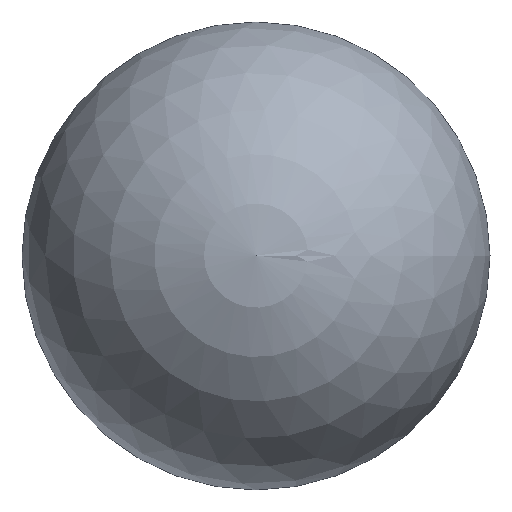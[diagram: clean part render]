
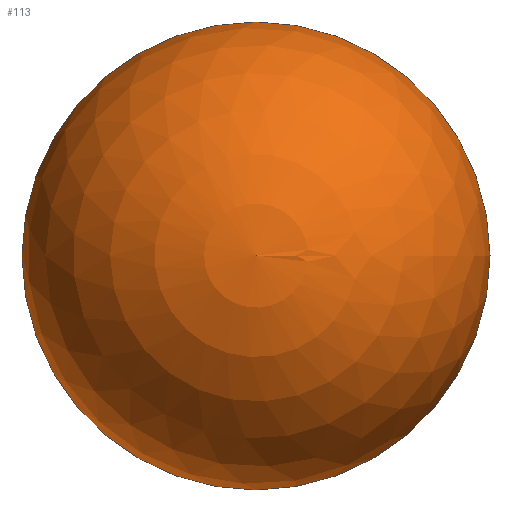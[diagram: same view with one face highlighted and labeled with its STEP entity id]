
A CAD part, top view. The second image highlights one B-rep face of the part: STEP entity #113.
In plain terms, the highlighted spherical face has radius 36.5 mm.
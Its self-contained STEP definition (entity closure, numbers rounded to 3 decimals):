
#1 = CIRCLE ( 'NONE', #103, 36.5 ) ;
#2 = AXIS2_PLACEMENT_3D ( 'NONE', #28, #76, #96 ) ;
#7 = ORIENTED_EDGE ( 'NONE', *, *, #95, .F. ) ;
#10 = EDGE_CURVE ( 'NONE', #87, #18, #1, .T. ) ;
#14 = DIRECTION ( 'NONE',  ( 0., 0., 1. ) ) ;
#17 = DIRECTION ( 'NONE',  ( -1., 0., 0. ) ) ;
#18 = VERTEX_POINT ( 'NONE', #72 ) ;
#28 = CARTESIAN_POINT ( 'NONE',  ( 0., 0., 0. ) ) ;
#48 = DIRECTION ( 'NONE',  ( 0., 0., -1. ) ) ;
#55 = CARTESIAN_POINT ( 'NONE',  ( 0., 0., 0. ) ) ;
#58 = CARTESIAN_POINT ( 'NONE',  ( 0., 0., 0. ) ) ;
#60 = AXIS2_PLACEMENT_3D ( 'NONE', #58, #48, #17 ) ;
#68 = CIRCLE ( 'NONE', #60, 36.5 ) ;
#70 = ORIENTED_EDGE ( 'NONE', *, *, #10, .T. ) ;
#72 = CARTESIAN_POINT ( 'NONE',  ( 0., 36.5, 0. ) ) ;
#73 = DIRECTION ( 'NONE',  ( 1., 0., 0. ) ) ;
#74 = FACE_OUTER_BOUND ( 'NONE', #117, .T. ) ;
#76 = DIRECTION ( 'NONE',  ( 0., 0., -1. ) ) ;
#87 = VERTEX_POINT ( 'NONE', #100 ) ;
#95 = EDGE_CURVE ( 'NONE', #87, #18, #68, .T. ) ;
#96 = DIRECTION ( 'NONE',  ( 1., 0., 0. ) ) ;
#100 = CARTESIAN_POINT ( 'NONE',  ( 0., -36.5, 0. ) ) ;
#103 = AXIS2_PLACEMENT_3D ( 'NONE', #55, #14, #73 ) ;
#113 = ADVANCED_FACE ( 'NONE', ( #74 ), #115, .T. ) ;
#115 = SPHERICAL_SURFACE ( 'NONE', #2, 36.5 ) ;
#117 = EDGE_LOOP ( 'NONE', ( #7, #70 ) ) ;
